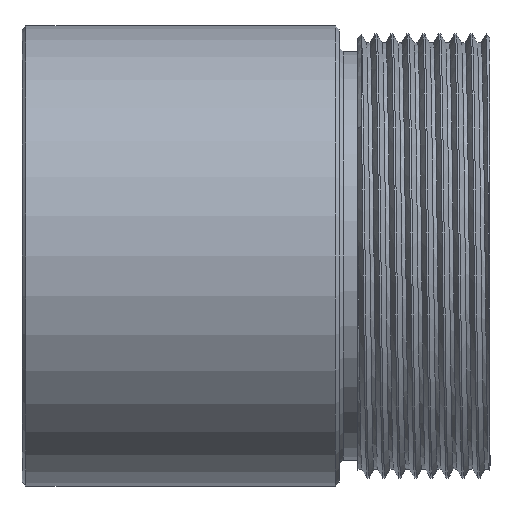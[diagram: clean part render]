
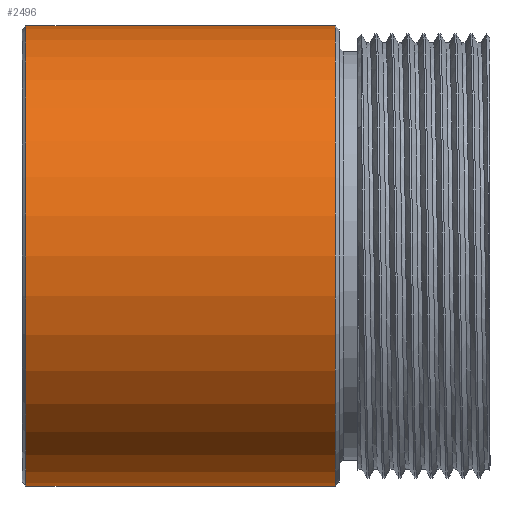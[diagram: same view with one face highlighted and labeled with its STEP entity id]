
A CAD part, front view. The second image highlights one B-rep face of the part: STEP entity #2496.
In plain terms, the highlighted cylindrical face has radius 29 mm (diameter 58 mm), a partial arc.
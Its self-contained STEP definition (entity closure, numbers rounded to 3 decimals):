
#6 = FACE_OUTER_BOUND ( 'NONE', #3627, .T. ) ;
#162 = VERTEX_POINT ( 'NONE', #1679 ) ;
#192 = DIRECTION ( 'NONE',  ( 1., 0., 0. ) ) ;
#301 = EDGE_CURVE ( 'NONE', #1009, #1075, #1806, .T. ) ;
#316 = VERTEX_POINT ( 'NONE', #1228 ) ;
#378 = VECTOR ( 'NONE', #454, 1000. ) ;
#454 = DIRECTION ( 'NONE',  ( -1., 0., 0. ) ) ;
#661 = ORIENTED_EDGE ( 'NONE', *, *, #4163, .T. ) ;
#714 = CARTESIAN_POINT ( 'NONE',  ( -38.305, 0., 0. ) ) ;
#747 = CARTESIAN_POINT ( 'NONE',  ( -13.89, 0., 29. ) ) ;
#749 = DIRECTION ( 'NONE',  ( -1., 0., 0. ) ) ;
#974 = AXIS2_PLACEMENT_3D ( 'NONE', #1486, #192, #3488 ) ;
#1009 = VERTEX_POINT ( 'NONE', #747 ) ;
#1075 = VERTEX_POINT ( 'NONE', #1163 ) ;
#1092 = LINE ( 'NONE', #2118, #378 ) ;
#1163 = CARTESIAN_POINT ( 'NONE',  ( -13.89, 0., -29. ) ) ;
#1228 = CARTESIAN_POINT ( 'NONE',  ( 25.11, 0., -29. ) ) ;
#1374 = CARTESIAN_POINT ( 'NONE',  ( -38.305, 0., 29. ) ) ;
#1486 = CARTESIAN_POINT ( 'NONE',  ( -13.89, 0., 0. ) ) ;
#1679 = CARTESIAN_POINT ( 'NONE',  ( 25.11, 0., 29. ) ) ;
#1806 = CIRCLE ( 'NONE', #974, 29. ) ;
#1923 = AXIS2_PLACEMENT_3D ( 'NONE', #714, #3307, #4040 ) ;
#2018 = EDGE_CURVE ( 'NONE', #316, #1075, #1092, .T. ) ;
#2039 = CARTESIAN_POINT ( 'NONE',  ( 25.11, 0., 0. ) ) ;
#2118 = CARTESIAN_POINT ( 'NONE',  ( -38.305, 0., -29. ) ) ;
#2202 = VECTOR ( 'NONE', #2707, 1000. ) ;
#2319 = CIRCLE ( 'NONE', #3660, 29. ) ;
#2496 = ADVANCED_FACE ( 'NONE', ( #6 ), #2688, .T. ) ;
#2553 = EDGE_CURVE ( 'NONE', #162, #1009, #2646, .T. ) ;
#2646 = LINE ( 'NONE', #1374, #2202 ) ;
#2688 = CYLINDRICAL_SURFACE ( 'NONE', #1923, 29. ) ;
#2707 = DIRECTION ( 'NONE',  ( -1., 0., 0. ) ) ;
#2736 = DIRECTION ( 'NONE',  ( 0., 0., 1. ) ) ;
#2876 = ORIENTED_EDGE ( 'NONE', *, *, #2018, .F. ) ;
#2888 = ORIENTED_EDGE ( 'NONE', *, *, #2553, .T. ) ;
#3066 = ORIENTED_EDGE ( 'NONE', *, *, #301, .T. ) ;
#3307 = DIRECTION ( 'NONE',  ( -1., 0., 0. ) ) ;
#3488 = DIRECTION ( 'NONE',  ( 0., 0., -1. ) ) ;
#3627 = EDGE_LOOP ( 'NONE', ( #2876, #661, #2888, #3066 ) ) ;
#3660 = AXIS2_PLACEMENT_3D ( 'NONE', #2039, #749, #2736 ) ;
#4040 = DIRECTION ( 'NONE',  ( 0., 0., 1. ) ) ;
#4163 = EDGE_CURVE ( 'NONE', #316, #162, #2319, .T. ) ;
